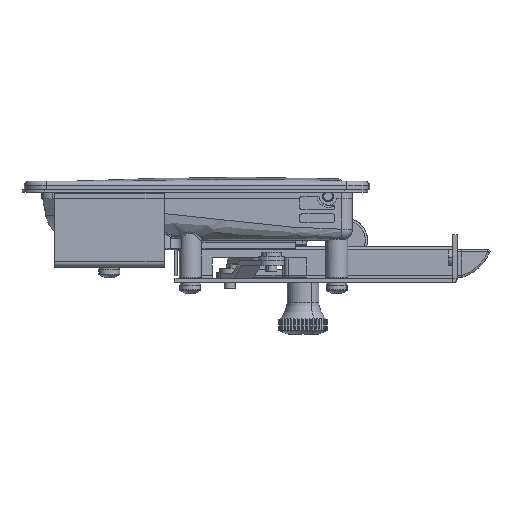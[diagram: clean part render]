
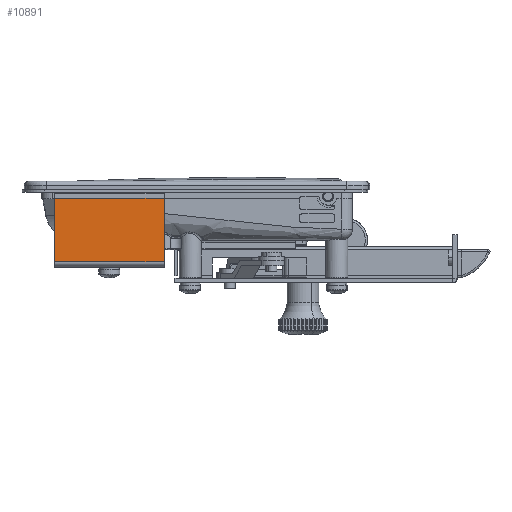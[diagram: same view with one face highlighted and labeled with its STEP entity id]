
A CAD part, front view. The second image highlights one B-rep face of the part: STEP entity #10891.
In plain terms, the highlighted face is planar.
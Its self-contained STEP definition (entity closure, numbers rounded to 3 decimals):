
#3818 = EDGE_LOOP ( 'NONE', ( #26681, #26683, #26682, #26685 ) ) ;
#6027 = EDGE_CURVE ( 'NONE', #17029, #16697, #18208, .T. ) ;
#6034 = EDGE_CURVE ( 'NONE', #16491, #16437, #18215, .T. ) ;
#6035 = EDGE_CURVE ( 'NONE', #16491, #16697, #18216, .T. ) ;
#6036 = EDGE_CURVE ( 'NONE', #17029, #16437, #18217, .T. ) ;
#7823 = VECTOR ( 'NONE', #31061, 1000. ) ;
#7830 = VECTOR ( 'NONE', #31322, 1000. ) ;
#7831 = VECTOR ( 'NONE', #31038, 1000. ) ;
#7832 = VECTOR ( 'NONE', #31273, 1000. ) ;
#10891 = ADVANCED_FACE ( 'NONE', ( #34073 ), #30229, .F. ) ;
#16437 = VERTEX_POINT ( 'NONE', #21776 ) ;
#16491 = VERTEX_POINT ( 'NONE', #21581 ) ;
#16697 = VERTEX_POINT ( 'NONE', #48690 ) ;
#17029 = VERTEX_POINT ( 'NONE', #48647 ) ;
#18208 = LINE ( 'NONE', #31007, #7823 ) ;
#18215 = LINE ( 'NONE', #31346, #7830 ) ;
#18216 = LINE ( 'NONE', #31229, #7831 ) ;
#18217 = LINE ( 'NONE', #31202, #7832 ) ;
#21581 = CARTESIAN_POINT ( 'NONE',  ( -25., -29.1, -42.3 ) ) ;
#21776 = CARTESIAN_POINT ( 'NONE',  ( -25., -0.1, -42.3 ) ) ;
#26681 = ORIENTED_EDGE ( 'NONE', *, *, #6035, .F. ) ;
#26682 = ORIENTED_EDGE ( 'NONE', *, *, #6036, .F. ) ;
#26683 = ORIENTED_EDGE ( 'NONE', *, *, #6034, .T. ) ;
#26685 = ORIENTED_EDGE ( 'NONE', *, *, #6027, .T. ) ;
#30229 = PLANE ( 'NONE',  #47252 ) ;
#30389 = DIRECTION ( 'NONE',  ( 0., 0., 1. ) ) ;
#30393 = CARTESIAN_POINT ( 'NONE',  ( 25., 0., -42.3 ) ) ;
#30617 = DIRECTION ( 'NONE',  ( 0., -1., 0. ) ) ;
#31007 = CARTESIAN_POINT ( 'NONE',  ( 25., -29.2, -42.3 ) ) ;
#31038 = DIRECTION ( 'NONE',  ( 1., 0., 0. ) ) ;
#31061 = DIRECTION ( 'NONE',  ( 0., -1., 0. ) ) ;
#31202 = CARTESIAN_POINT ( 'NONE',  ( 25., -0.1, -42.3 ) ) ;
#31229 = CARTESIAN_POINT ( 'NONE',  ( -25., -29.1, -42.3 ) ) ;
#31273 = DIRECTION ( 'NONE',  ( -1., 0., 0. ) ) ;
#31322 = DIRECTION ( 'NONE',  ( 0., 1., 0. ) ) ;
#31346 = CARTESIAN_POINT ( 'NONE',  ( -25., 0., -42.3 ) ) ;
#34073 = FACE_OUTER_BOUND ( 'NONE', #3818, .T. ) ;
#47252 = AXIS2_PLACEMENT_3D ( 'NONE', #30393, #30389, #30617 ) ;
#48647 = CARTESIAN_POINT ( 'NONE',  ( 25., -0.1, -42.3 ) ) ;
#48690 = CARTESIAN_POINT ( 'NONE',  ( 25., -29.1, -42.3 ) ) ;
